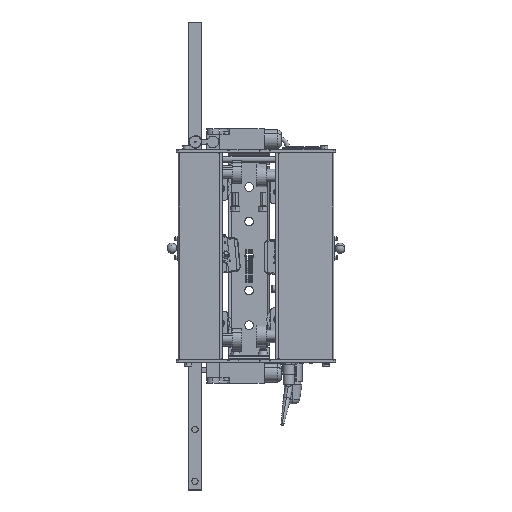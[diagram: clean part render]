
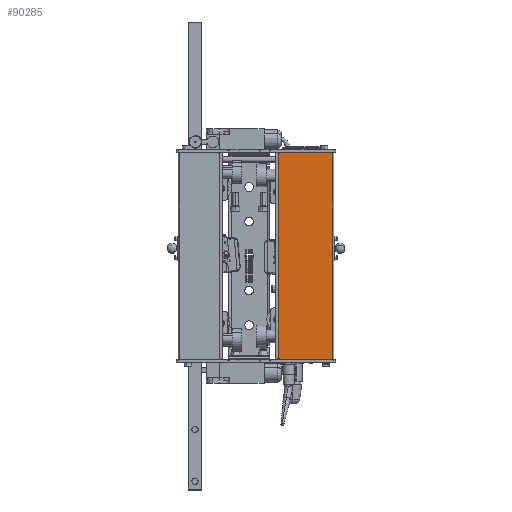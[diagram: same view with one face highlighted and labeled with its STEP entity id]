
A CAD part, top view. The second image highlights one B-rep face of the part: STEP entity #90285.
In plain terms, the highlighted planar face has unit normal (0, 0, 1).
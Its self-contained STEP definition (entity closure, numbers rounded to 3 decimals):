
#2221 = EDGE_CURVE ( 'NONE', #37923, #27675, #51575, .T. ) ;
#2450 = VERTEX_POINT ( 'NONE', #25242 ) ;
#2665 = VERTEX_POINT ( 'NONE', #64645 ) ;
#2669 = CARTESIAN_POINT ( 'NONE',  ( -83., 293., 234. ) ) ;
#2710 = ORIENTED_EDGE ( 'NONE', *, *, #2221, .T. ) ;
#3122 = VERTEX_POINT ( 'NONE', #33122 ) ;
#3615 = VECTOR ( 'NONE', #28578, 1000. ) ;
#5459 = VECTOR ( 'NONE', #45352, 1000. ) ;
#5497 = CARTESIAN_POINT ( 'NONE',  ( -77., 300., 234. ) ) ;
#5695 = VECTOR ( 'NONE', #87094, 1000. ) ;
#5882 = ORIENTED_EDGE ( 'NONE', *, *, #91007, .T. ) ;
#5919 = LINE ( 'NONE', #57925, #3615 ) ;
#6022 = EDGE_CURVE ( 'NONE', #32796, #12687, #5919, .T. ) ;
#6317 = CARTESIAN_POINT ( 'NONE',  ( -77., 7., 234. ) ) ;
#6336 = VECTOR ( 'NONE', #27415, 1000. ) ;
#6435 = DIRECTION ( 'NONE',  ( -1., 0., 0. ) ) ;
#7851 = EDGE_CURVE ( 'NONE', #17869, #88074, #49484, .T. ) ;
#8712 = CARTESIAN_POINT ( 'NONE',  ( -80., 273., 234. ) ) ;
#8965 = ORIENTED_EDGE ( 'NONE', *, *, #83718, .T. ) ;
#9891 = EDGE_CURVE ( 'NONE', #2665, #30641, #39759, .T. ) ;
#10495 = ORIENTED_EDGE ( 'NONE', *, *, #11001, .T. ) ;
#11001 = EDGE_CURVE ( 'NONE', #88074, #32796, #25863, .T. ) ;
#11906 = ORIENTED_EDGE ( 'NONE', *, *, #57387, .T. ) ;
#12288 = CARTESIAN_POINT ( 'NONE',  ( -83., 14., 234. ) ) ;
#12348 = FACE_OUTER_BOUND ( 'NONE', #51191, .T. ) ;
#12550 = LINE ( 'NONE', #2669, #55608 ) ;
#12634 = CARTESIAN_POINT ( 'NONE',  ( -80., 154., 234. ) ) ;
#12687 = VERTEX_POINT ( 'NONE', #86220 ) ;
#13561 = LINE ( 'NONE', #86922, #81337 ) ;
#15339 = ORIENTED_EDGE ( 'NONE', *, *, #9891, .T. ) ;
#17869 = VERTEX_POINT ( 'NONE', #19042 ) ;
#18877 = LINE ( 'NONE', #89954, #33608 ) ;
#19042 = CARTESIAN_POINT ( 'NONE',  ( -80., 34., 234. ) ) ;
#22461 = DIRECTION ( 'NONE',  ( 0., -1., 0. ) ) ;
#22748 = EDGE_CURVE ( 'NONE', #12687, #2450, #68642, .T. ) ;
#22990 = VECTOR ( 'NONE', #89588, 1000. ) ;
#25175 = LINE ( 'NONE', #49563, #81656 ) ;
#25242 = CARTESIAN_POINT ( 'NONE',  ( -80., 7., 234. ) ) ;
#25565 = ORIENTED_EDGE ( 'NONE', *, *, #73534, .T. ) ;
#25760 = LINE ( 'NONE', #70098, #49575 ) ;
#25863 = LINE ( 'NONE', #88265, #72114 ) ;
#26228 = EDGE_CURVE ( 'NONE', #69601, #2665, #82615, .T. ) ;
#26872 = DIRECTION ( 'NONE',  ( 0., -1., 0. ) ) ;
#27415 = DIRECTION ( 'NONE',  ( -1., 0., 0. ) ) ;
#27675 = VERTEX_POINT ( 'NONE', #34285 ) ;
#28578 = DIRECTION ( 'NONE',  ( 1., 0., 0. ) ) ;
#28904 = ORIENTED_EDGE ( 'NONE', *, *, #62267, .T. ) ;
#28961 = VECTOR ( 'NONE', #34873, 1000. ) ;
#30641 = VERTEX_POINT ( 'NONE', #50155 ) ;
#31371 = CARTESIAN_POINT ( 'NONE',  ( -2., 4., 234. ) ) ;
#32796 = VERTEX_POINT ( 'NONE', #12288 ) ;
#33122 = CARTESIAN_POINT ( 'NONE',  ( -83., 134., 234. ) ) ;
#33608 = VECTOR ( 'NONE', #68274, 1000. ) ;
#34285 = CARTESIAN_POINT ( 'NONE',  ( -83., 154., 234. ) ) ;
#34873 = DIRECTION ( 'NONE',  ( -1., 0., 0. ) ) ;
#35798 = CARTESIAN_POINT ( 'NONE',  ( -2.6, 4., 234. ) ) ;
#35943 = VECTOR ( 'NONE', #52459, 1000. ) ;
#37923 = VERTEX_POINT ( 'NONE', #12634 ) ;
#39298 = CARTESIAN_POINT ( 'NONE',  ( -80., 303., 234. ) ) ;
#39633 = CARTESIAN_POINT ( 'NONE',  ( -83., 34., 234. ) ) ;
#39759 = LINE ( 'NONE', #68399, #54363 ) ;
#40166 = DIRECTION ( 'NONE',  ( 1., 0., 0. ) ) ;
#41582 = CARTESIAN_POINT ( 'NONE',  ( -83., 154., 234. ) ) ;
#41753 = EDGE_CURVE ( 'NONE', #2450, #44797, #92932, .T. ) ;
#43396 = CARTESIAN_POINT ( 'NONE',  ( -80., 154., 234. ) ) ;
#44234 = DIRECTION ( 'NONE',  ( 0., 0., -1. ) ) ;
#44366 = CARTESIAN_POINT ( 'NONE',  ( -2.6, 303., 234. ) ) ;
#44797 = VERTEX_POINT ( 'NONE', #73023 ) ;
#45352 = DIRECTION ( 'NONE',  ( 1., 0., 0. ) ) ;
#46551 = CARTESIAN_POINT ( 'NONE',  ( -83., 273., 234. ) ) ;
#46951 = ORIENTED_EDGE ( 'NONE', *, *, #26228, .T. ) ;
#47509 = ORIENTED_EDGE ( 'NONE', *, *, #22748, .T. ) ;
#47625 = CARTESIAN_POINT ( 'NONE',  ( -80., 134., 234. ) ) ;
#47819 = LINE ( 'NONE', #39298, #22990 ) ;
#49169 = VERTEX_POINT ( 'NONE', #44366 ) ;
#49484 = LINE ( 'NONE', #70329, #6336 ) ;
#49563 = CARTESIAN_POINT ( 'NONE',  ( -80., 34., 234. ) ) ;
#49575 = VECTOR ( 'NONE', #26872, 1000. ) ;
#50134 = CARTESIAN_POINT ( 'NONE',  ( -80., 273., 234. ) ) ;
#50155 = CARTESIAN_POINT ( 'NONE',  ( -80., 293., 234. ) ) ;
#51191 = EDGE_LOOP ( 'NONE', ( #8965, #46951, #15339, #76211, #11906, #28904, #78399, #2710, #87642, #5882, #25565, #66171, #10495, #88479, #47509, #76252, #60321, #65878 ) ) ;
#51575 = LINE ( 'NONE', #41582, #28961 ) ;
#51769 = DIRECTION ( 'NONE',  ( -1., 0., 0. ) ) ;
#52353 = CARTESIAN_POINT ( 'NONE',  ( 0., 4., 234. ) ) ;
#52459 = DIRECTION ( 'NONE',  ( 0., -1., 0. ) ) ;
#53311 = DIRECTION ( 'NONE',  ( -1., 0., 0. ) ) ;
#54363 = VECTOR ( 'NONE', #75644, 1000. ) ;
#54397 = LINE ( 'NONE', #43396, #5695 ) ;
#54842 = EDGE_CURVE ( 'NONE', #30641, #75622, #12550, .T. ) ;
#55608 = VECTOR ( 'NONE', #53311, 1000. ) ;
#57387 = EDGE_CURVE ( 'NONE', #75622, #59337, #73348, .T. ) ;
#57925 = CARTESIAN_POINT ( 'NONE',  ( -80., 14., 234. ) ) ;
#58628 = LINE ( 'NONE', #31371, #5459 ) ;
#59337 = VERTEX_POINT ( 'NONE', #89591 ) ;
#60321 = ORIENTED_EDGE ( 'NONE', *, *, #76613, .T. ) ;
#60954 = VECTOR ( 'NONE', #82664, 1000. ) ;
#62267 = EDGE_CURVE ( 'NONE', #59337, #73119, #84593, .T. ) ;
#62668 = AXIS2_PLACEMENT_3D ( 'NONE', #6317, #70798, #64483 ) ;
#64483 = DIRECTION ( 'NONE',  ( -1., 0., 0. ) ) ;
#64645 = CARTESIAN_POINT ( 'NONE',  ( -80., 300., 234. ) ) ;
#65434 = VECTOR ( 'NONE', #40166, 1000. ) ;
#65877 = PLANE ( 'NONE',  #85057 ) ;
#65878 = ORIENTED_EDGE ( 'NONE', *, *, #72466, .F. ) ;
#66171 = ORIENTED_EDGE ( 'NONE', *, *, #7851, .T. ) ;
#67323 = EDGE_CURVE ( 'NONE', #27675, #3122, #13561, .T. ) ;
#68274 = DIRECTION ( 'NONE',  ( 1., 0., 0. ) ) ;
#68399 = CARTESIAN_POINT ( 'NONE',  ( -80., 293., 234. ) ) ;
#68642 = LINE ( 'NONE', #88282, #35943 ) ;
#69601 = VERTEX_POINT ( 'NONE', #75489 ) ;
#70098 = CARTESIAN_POINT ( 'NONE',  ( -2.6, 4., 234. ) ) ;
#70329 = CARTESIAN_POINT ( 'NONE',  ( -83., 34., 234. ) ) ;
#70421 = VERTEX_POINT ( 'NONE', #47625 ) ;
#70798 = DIRECTION ( 'NONE',  ( 0., 0., 1. ) ) ;
#72114 = VECTOR ( 'NONE', #22461, 1000. ) ;
#72466 = EDGE_CURVE ( 'NONE', #49169, #74428, #25760, .T. ) ;
#73023 = CARTESIAN_POINT ( 'NONE',  ( -77., 4., 234. ) ) ;
#73119 = VERTEX_POINT ( 'NONE', #50134 ) ;
#73348 = LINE ( 'NONE', #46551, #60954 ) ;
#73534 = EDGE_CURVE ( 'NONE', #70421, #17869, #25175, .T. ) ;
#74428 = VERTEX_POINT ( 'NONE', #35798 ) ;
#75489 = CARTESIAN_POINT ( 'NONE',  ( -77., 303., 234. ) ) ;
#75622 = VERTEX_POINT ( 'NONE', #82127 ) ;
#75644 = DIRECTION ( 'NONE',  ( 0., -1., 0. ) ) ;
#76211 = ORIENTED_EDGE ( 'NONE', *, *, #54842, .T. ) ;
#76252 = ORIENTED_EDGE ( 'NONE', *, *, #41753, .T. ) ;
#76613 = EDGE_CURVE ( 'NONE', #44797, #74428, #58628, .T. ) ;
#77193 = AXIS2_PLACEMENT_3D ( 'NONE', #5497, #85368, #6435 ) ;
#78399 = ORIENTED_EDGE ( 'NONE', *, *, #84449, .T. ) ;
#79073 = DIRECTION ( 'NONE',  ( 0., -1., 0. ) ) ;
#81337 = VECTOR ( 'NONE', #79073, 1000. ) ;
#81656 = VECTOR ( 'NONE', #87188, 1000. ) ;
#82127 = CARTESIAN_POINT ( 'NONE',  ( -83., 293., 234. ) ) ;
#82615 = CIRCLE ( 'NONE', #77193, 3. ) ;
#82664 = DIRECTION ( 'NONE',  ( 0., -1., 0. ) ) ;
#83718 = EDGE_CURVE ( 'NONE', #49169, #69601, #47819, .T. ) ;
#84449 = EDGE_CURVE ( 'NONE', #73119, #37923, #54397, .T. ) ;
#84593 = LINE ( 'NONE', #8712, #65434 ) ;
#85057 = AXIS2_PLACEMENT_3D ( 'NONE', #52353, #44234, #51769 ) ;
#85368 = DIRECTION ( 'NONE',  ( 0., 0., 1. ) ) ;
#86220 = CARTESIAN_POINT ( 'NONE',  ( -80., 14., 234. ) ) ;
#86922 = CARTESIAN_POINT ( 'NONE',  ( -83., 134., 234. ) ) ;
#87094 = DIRECTION ( 'NONE',  ( 0., -1., 0. ) ) ;
#87188 = DIRECTION ( 'NONE',  ( 0., -1., 0. ) ) ;
#87642 = ORIENTED_EDGE ( 'NONE', *, *, #67323, .T. ) ;
#88074 = VERTEX_POINT ( 'NONE', #39633 ) ;
#88265 = CARTESIAN_POINT ( 'NONE',  ( -83., 14., 234. ) ) ;
#88282 = CARTESIAN_POINT ( 'NONE',  ( -80., 4., 234. ) ) ;
#88479 = ORIENTED_EDGE ( 'NONE', *, *, #6022, .T. ) ;
#89588 = DIRECTION ( 'NONE',  ( -1., 0., 0. ) ) ;
#89591 = CARTESIAN_POINT ( 'NONE',  ( -83., 273., 234. ) ) ;
#89954 = CARTESIAN_POINT ( 'NONE',  ( -80., 134., 234. ) ) ;
#90285 = ADVANCED_FACE ( 'NONE', ( #12348 ), #65877, .F. ) ;
#91007 = EDGE_CURVE ( 'NONE', #3122, #70421, #18877, .T. ) ;
#92932 = CIRCLE ( 'NONE', #62668, 3. ) ;
